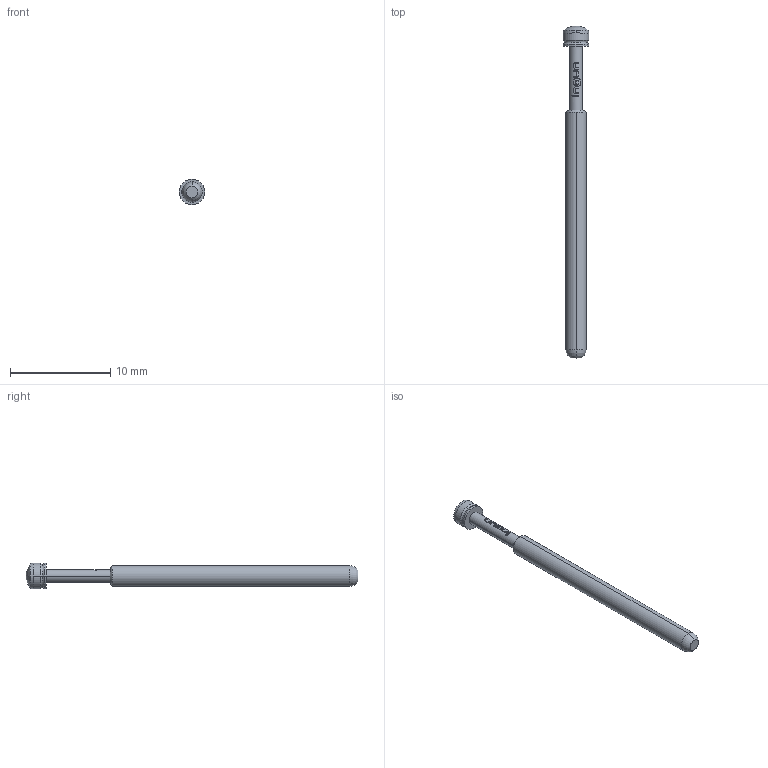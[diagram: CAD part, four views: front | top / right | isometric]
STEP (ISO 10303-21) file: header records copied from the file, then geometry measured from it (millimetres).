
FILE_DESCRIPTION (( 'STEP AP203' ), '1' );
FILE_NAME ('INGUN_HSS-003_305_254_S_xx00.STEP', '2022-01-31T11:53:47', ( 'ochi' ), ( '' ), 'SwSTEP 2.0', 'SolidWorks 2018', '' );
FILE_SCHEMA (( 'CONFIG_CONTROL_DESIGN' ));
Length unit declared in the file: millimetre
Products named in the file (1): INGUN_HSS-003_305_254_S_xx00
Bounding box: 2.54 x 33.1 x 2.54 mm (x, y, z)
Volume: 96 mm3; surface area: 211.4 mm2
Topology: 1 solids, 1 shells, 94 faces, 240 edges, 157 vertices
Faces by surface type: plane 42, bspline 24, cylinder 14, torus 6, cone 6, sphere 2
Entity records: 3873 total; most frequent: CARTESIAN_POINT 1920, ORIENTED_EDGE 480, EDGE_CURVE 240, DIRECTION 236, B_SPLINE_CURVE_WITH_KNOTS 186, VERTEX_POINT 157, AXIS2_PLACEMENT_3D 111, EDGE_LOOP 103
